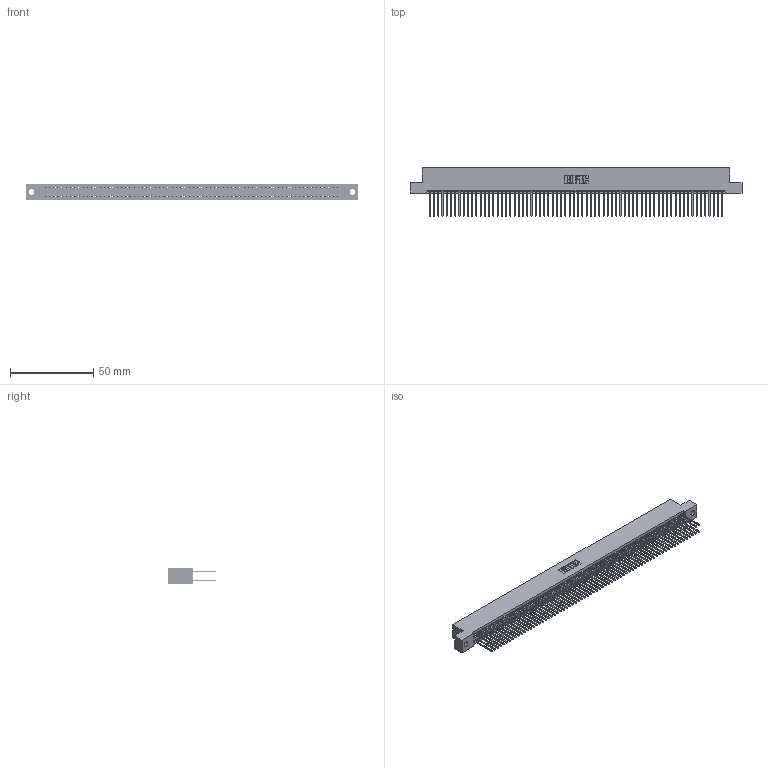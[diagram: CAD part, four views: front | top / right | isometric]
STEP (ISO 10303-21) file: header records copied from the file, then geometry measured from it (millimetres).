
FILE_DESCRIPTION (( 'STEP AP203' ), '1' );
FILE_NAME ('345-140-540-202.STEP', '2019-11-08T20:39:52', ( '' ), ( '' ), 'SwSTEP 2.0', 'SolidWorks 2016', '' );
FILE_SCHEMA (( 'CONFIG_CONTROL_DESIGN' ));
Length unit declared in the file: inch
Products named in the file (3): 345-292-001_345-293-140; 345 Part_Flush Mounting Lugs - 0.128 Dia; 345-140-540-202
Assembly tree (141 placements, depth 2):
  345-140-540-202
    345 Part_Flush Mounting Lugs - 0.128 Dia
    345-292-001_345-293-140  x140
Bounding box: 199.01 x 29.13 x 9.4 mm (x, y, z)
Volume: 20085.9 mm3; surface area: 32422.2 mm2
Topology: 141 solids, 141 shells, 7126 faces, 21201 edges, 13946 vertices
Faces by surface type: plane 4700, cylinder 2426
Entity records: 51175 total; most frequent: CARTESIAN_POINT 8552, ORIENTED_EDGE 8486, DIRECTION 7507, EDGE_CURVE 4243, VECTOR 3831, LINE 3831, VERTEX_POINT 2826, AXIS2_PLACEMENT_3D 1838
